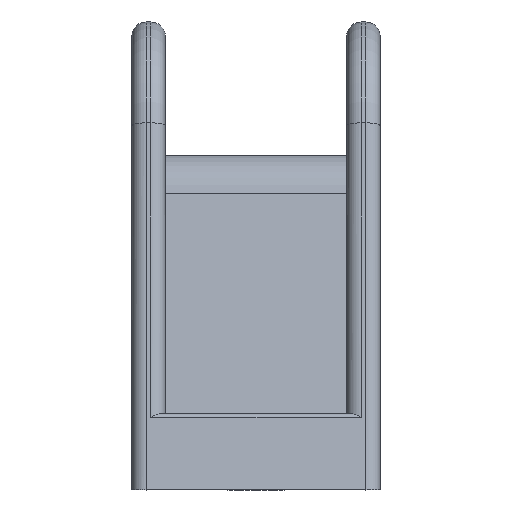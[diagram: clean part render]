
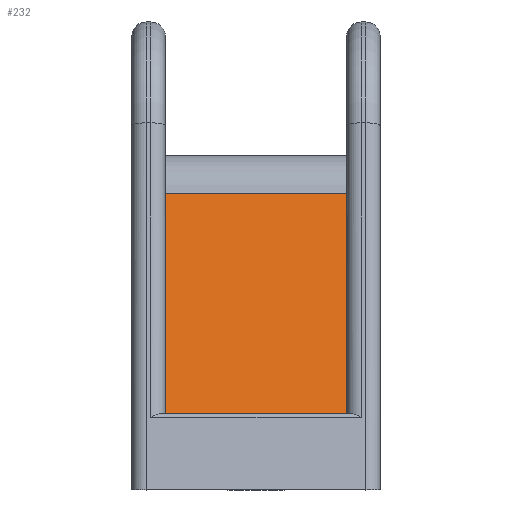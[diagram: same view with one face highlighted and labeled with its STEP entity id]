
A CAD part, front view. The second image highlights one B-rep face of the part: STEP entity #232.
In plain terms, the highlighted planar face has unit normal (0, -0.976, 0.219).
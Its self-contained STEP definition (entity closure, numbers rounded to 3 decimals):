
#232 = ADVANCED_FACE( '', ( #471 ), #472, .T. );
#471 = FACE_OUTER_BOUND( '', #1332, .T. );
#472 = PLANE( '', #1333 );
#1332 = EDGE_LOOP( '', ( #1943, #1944, #1945, #1946 ) );
#1333 = AXIS2_PLACEMENT_3D( '', #1947, #1948, #1949 );
#1943 = ORIENTED_EDGE( '', *, *, #2188, .T. );
#1944 = ORIENTED_EDGE( '', *, *, #2245, .T. );
#1945 = ORIENTED_EDGE( '', *, *, #2011, .F. );
#1946 = ORIENTED_EDGE( '', *, *, #2131, .F. );
#1947 = CARTESIAN_POINT( '', ( -3.5, -49.219, 8. ) );
#1948 = DIRECTION( '', ( 0., -0.976, 0.219 ) );
#1949 = DIRECTION( '', ( 0., -0.219, -0.976 ) );
#2011 = EDGE_CURVE( '', #2275, #2277, #2278, .T. );
#2131 = EDGE_CURVE( '', #2475, #2275, #2477, .T. );
#2188 = EDGE_CURVE( '', #2475, #2547, #2549, .T. );
#2245 = EDGE_CURVE( '', #2547, #2277, #2611, .T. );
#2275 = VERTEX_POINT( '', #2647 );
#2277 = VERTEX_POINT( '', #2650 );
#2278 = LINE( '', #2651, #2652 );
#2475 = VERTEX_POINT( '', #2912 );
#2477 = LINE( '', #2915, #2916 );
#2547 = VERTEX_POINT( '', #3013 );
#2549 = LINE( '', #3015, #3016 );
#2611 = LINE( '', #3108, #3109 );
#2647 = CARTESIAN_POINT( '', ( -22.5, -49.219, 8. ) );
#2650 = CARTESIAN_POINT( '', ( -22.5, -44.034, 31.095 ) );
#2651 = CARTESIAN_POINT( '', ( -22.5, -49.219, 8. ) );
#2652 = VECTOR( '', #3135, 1000. );
#2912 = CARTESIAN_POINT( '', ( -3.5, -49.219, 8. ) );
#2915 = CARTESIAN_POINT( '', ( -3.5, -49.219, 8. ) );
#2916 = VECTOR( '', #3313, 1000. );
#3013 = CARTESIAN_POINT( '', ( -3.5, -44.034, 31.095 ) );
#3015 = CARTESIAN_POINT( '', ( -3.5, -49.219, 8. ) );
#3016 = VECTOR( '', #3383, 1000. );
#3108 = CARTESIAN_POINT( '', ( -3.5, -44.034, 31.095 ) );
#3109 = VECTOR( '', #3419, 1000. );
#3135 = DIRECTION( '', ( 0., 0.219, 0.976 ) );
#3313 = DIRECTION( '', ( -1., 0., 0. ) );
#3383 = DIRECTION( '', ( 0., 0.219, 0.976 ) );
#3419 = DIRECTION( '', ( -1., 0., 0. ) );
